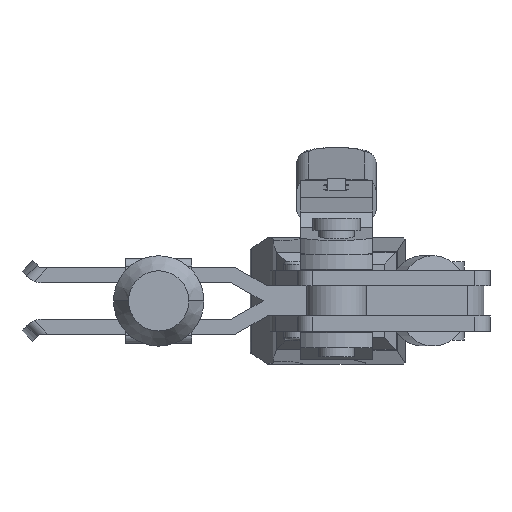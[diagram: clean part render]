
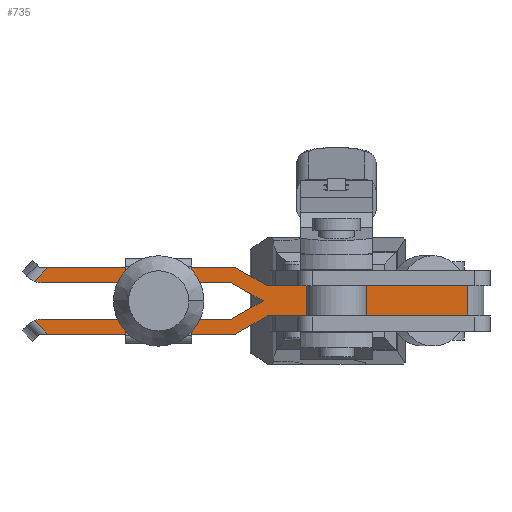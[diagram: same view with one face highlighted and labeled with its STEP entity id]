
A CAD part, front view. The second image highlights one B-rep face of the part: STEP entity #735.
In plain terms, the highlighted planar face has unit normal (0, -1, 0).
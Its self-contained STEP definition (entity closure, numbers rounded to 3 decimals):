
#735=ADVANCED_FACE('NONE',(#1859),#1860,.F.);
#1859=FACE_OUTER_BOUND('',#3403,.T.);
#1860=PLANE('',#3404);
#3403=EDGE_LOOP('',(#5542,#5543,#5544,#5545,#5546,#5547,#5548,#5549,#5550,#5551,#5552,#5553,#5554,#5555,#5556));
#3404=AXIS2_PLACEMENT_3D('',#5557,#5558,#5559);
#5542=ORIENTED_EDGE('',*,*,#9287,.F.);
#5543=ORIENTED_EDGE('',*,*,#9240,.T.);
#5544=ORIENTED_EDGE('',*,*,#9293,.F.);
#5545=ORIENTED_EDGE('',*,*,#9332,.F.);
#5546=ORIENTED_EDGE('',*,*,#9328,.F.);
#5547=ORIENTED_EDGE('',*,*,#9324,.F.);
#5548=ORIENTED_EDGE('',*,*,#9320,.F.);
#5549=ORIENTED_EDGE('',*,*,#9257,.F.);
#5550=ORIENTED_EDGE('',*,*,#9336,.T.);
#5551=ORIENTED_EDGE('',*,*,#9297,.F.);
#5552=ORIENTED_EDGE('',*,*,#9317,.F.);
#5553=ORIENTED_EDGE('',*,*,#9313,.F.);
#5554=ORIENTED_EDGE('',*,*,#9218,.T.);
#5555=ORIENTED_EDGE('',*,*,#9308,.F.);
#5556=ORIENTED_EDGE('',*,*,#9304,.F.);
#5557=CARTESIAN_POINT('',(-67.3,-6.0,6.5));
#5558=DIRECTION('',(-0.0,1.0,0.0));
#5559=DIRECTION('',(1.0,0.0,0.0));
#9218=EDGE_CURVE('NONE',#11078,#11076,#11079,.T.);
#9240=EDGE_CURVE('NONE',#11118,#11116,#11119,.T.);
#9257=EDGE_CURVE('NONE',#11144,#11146,#11147,.T.);
#9287=EDGE_CURVE('NONE',#11118,#11187,#11188,.T.);
#9293=EDGE_CURVE('NONE',#11195,#11116,#11197,.T.);
#9297=EDGE_CURVE('NONE',#11201,#11203,#11204,.T.);
#9304=EDGE_CURVE('NONE',#11187,#11211,#11212,.T.);
#9308=EDGE_CURVE('NONE',#11211,#11076,#11217,.T.);
#9313=EDGE_CURVE('NONE',#11078,#11223,#11224,.T.);
#9317=EDGE_CURVE('NONE',#11223,#11201,#11228,.T.);
#9320=EDGE_CURVE('NONE',#11146,#11231,#11232,.T.);
#9324=EDGE_CURVE('NONE',#11231,#11237,#11238,.T.);
#9328=EDGE_CURVE('NONE',#11237,#11243,#11244,.T.);
#9332=EDGE_CURVE('NONE',#11243,#11195,#11249,.T.);
#9336=EDGE_CURVE('NONE',#11144,#11203,#11253,.T.);
#11076=VERTEX_POINT('NONE',#13720);
#11078=VERTEX_POINT('NONE',#13722);
#11079=LINE('',#13723,#13724);
#11116=VERTEX_POINT('NONE',#13768);
#11118=VERTEX_POINT('NONE',#13787);
#11119=LINE('',#13788,#13789);
#11144=VERTEX_POINT('NONE',#13884);
#11146=VERTEX_POINT('NONE',#13905);
#11147=CIRCLE('',#13906,3.5);
#11187=VERTEX_POINT('NONE',#13973);
#11188=LINE('',#13974,#13975);
#11195=VERTEX_POINT('NONE',#13984);
#11197=CIRCLE('',#13987,3.5);
#11201=VERTEX_POINT('NONE',#13992);
#11203=VERTEX_POINT('NONE',#13995);
#11204=LINE('',#13996,#13997);
#11211=VERTEX_POINT('NONE',#14014);
#11212=LINE('',#14015,#14016);
#11217=LINE('',#14023,#14024);
#11223=VERTEX_POINT('NONE',#14032);
#11224=LINE('',#14033,#14034);
#11228=LINE('',#14039,#14040);
#11231=VERTEX_POINT('NONE',#14044);
#11232=LINE('',#14045,#14046);
#11237=VERTEX_POINT('NONE',#14053);
#11238=LINE('',#14054,#14055);
#11243=VERTEX_POINT('NONE',#14062);
#11244=LINE('',#14063,#14064);
#11249=LINE('',#14071,#14072);
#11253=LINE('',#14077,#14078);
#13720=CARTESIAN_POINT('',(3.292,-6.0,2.5));
#13722=CARTESIAN_POINT('',(3.292,-6.0,-2.5));
#13723=CARTESIAN_POINT('',(3.292,-6.0,8.1));
#13724=VECTOR('',#17928,1000.0);
#13768=CARTESIAN_POINT('',(-68.652,-6.0,3.272));
#13787=CARTESIAN_POINT('',(-66.423,-6.0,5.5));
#13788=CARTESIAN_POINT('',(-66.362,-6.0,5.562));
#13789=VECTOR('',#17963,1000.0);
#13884=CARTESIAN_POINT('',(-68.652,-6.0,-3.272));
#13905=CARTESIAN_POINT('',(-67.3,-6.0,-3.0));
#13906=AXIS2_PLACEMENT_3D('',#17974,#17975,#17976);
#13973=CARTESIAN_POINT('',(-35.196,-6.0,5.5));
#13974=CARTESIAN_POINT('',(-67.3,-6.0,5.5));
#13975=VECTOR('',#18017,1000.0);
#13984=CARTESIAN_POINT('',(-67.3,-6.0,3.0));
#13987=AXIS2_PLACEMENT_3D('',#18024,#18025,#18026);
#13992=CARTESIAN_POINT('',(-35.196,-6.0,-5.5));
#13995=CARTESIAN_POINT('',(-66.423,-6.0,-5.5));
#13996=CARTESIAN_POINT('',(-35.196,-6.0,-5.5));
#13997=VECTOR('',#18029,1000.0);
#14014=CARTESIAN_POINT('',(-30.0,-6.0,2.5));
#14015=CARTESIAN_POINT('',(-35.196,-6.0,5.5));
#14016=VECTOR('',#18036,1000.0);
#14023=CARTESIAN_POINT('',(-30.0,-6.0,2.5));
#14024=VECTOR('',#18039,1000.0);
#14032=CARTESIAN_POINT('',(-30.0,-6.0,-2.5));
#14033=CARTESIAN_POINT('',(6.0,-6.0,-2.5));
#14034=VECTOR('',#18045,1000.0);
#14039=CARTESIAN_POINT('',(-30.0,-6.0,-2.5));
#14040=VECTOR('',#18050,1000.0);
#14044=CARTESIAN_POINT('',(-35.866,-6.0,-3.0));
#14045=CARTESIAN_POINT('',(-67.3,-6.0,-3.0));
#14046=VECTOR('',#18052,1000.0);
#14053=CARTESIAN_POINT('',(-30.67,-6.0,0.));
#14054=CARTESIAN_POINT('',(-35.866,-6.0,-3.0));
#14055=VECTOR('',#18055,1000.0);
#14062=CARTESIAN_POINT('',(-35.866,-6.0,3.0));
#14063=CARTESIAN_POINT('',(-30.67,-6.0,0.0));
#14064=VECTOR('',#18058,1000.0);
#14071=CARTESIAN_POINT('',(-35.866,-6.0,3.0));
#14072=VECTOR('',#18061,1000.0);
#14077=CARTESIAN_POINT('',(-72.862,-6.0,0.938));
#14078=VECTOR('',#18063,1000.0);
#17928=DIRECTION('',(0.0,0.0,1.0));
#17963=DIRECTION('',(-0.707,0.0,-0.707));
#17974=CARTESIAN_POINT('',(-67.3,-6.0,-6.5));
#17975=DIRECTION('',(-0.0,1.0,0.0));
#17976=DIRECTION('',(1.0,0.0,0.0));
#18017=DIRECTION('',(1.0,0.0,0.0));
#18024=CARTESIAN_POINT('',(-67.3,-6.0,6.5));
#18025=DIRECTION('',(-0.0,1.0,0.0));
#18026=DIRECTION('',(1.0,0.0,0.0));
#18029=DIRECTION('',(-1.0,0.0,0.0));
#18036=DIRECTION('',(0.866,0.0,-0.5));
#18039=DIRECTION('',(1.0,0.0,0.0));
#18045=DIRECTION('',(-1.0,0.0,0.0));
#18050=DIRECTION('',(-0.866,0.0,-0.5));
#18052=DIRECTION('',(1.0,0.0,0.0));
#18055=DIRECTION('',(0.866,0.0,0.5));
#18058=DIRECTION('',(-0.866,0.0,0.5));
#18061=DIRECTION('',(-1.0,0.0,0.0));
#18063=DIRECTION('',(0.707,0.0,-0.707));
